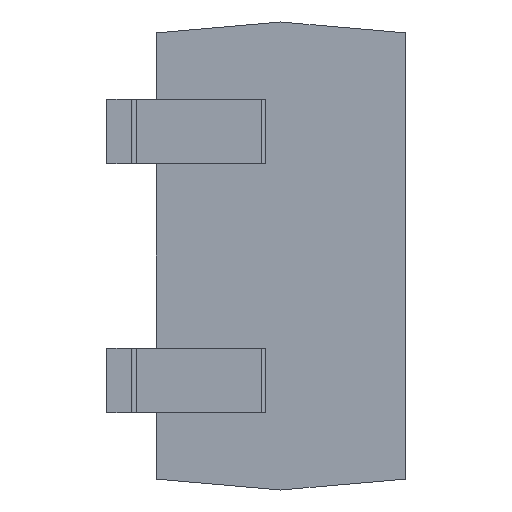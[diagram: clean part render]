
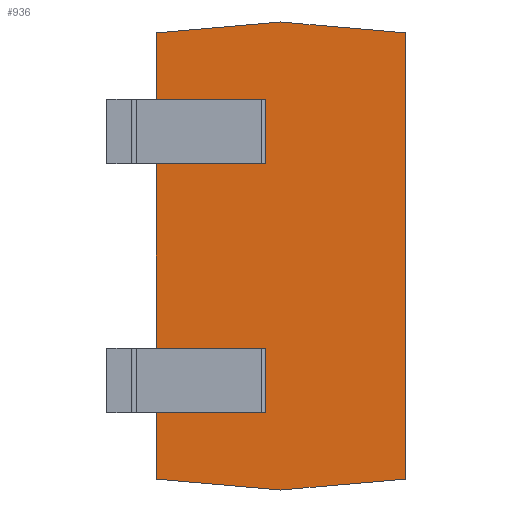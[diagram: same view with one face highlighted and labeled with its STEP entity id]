
A CAD part, left-side view. The second image highlights one B-rep face of the part: STEP entity #936.
In plain terms, the highlighted planar face has unit normal (-1, 0, 0).
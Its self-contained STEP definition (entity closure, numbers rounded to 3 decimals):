
#1=DIRECTION('',(0.,0.,1.));
#2=VECTOR('',#1,4.481);
#3=CARTESIAN_POINT('',(-1.9,1.25,-2.241));
#4=LINE('',#3,#2);
#5=DIRECTION('',(0.,-0.996,0.087));
#6=VECTOR('',#5,1.255);
#7=CARTESIAN_POINT('',(-1.9,1.25,2.241));
#8=LINE('',#7,#6);
#9=DIRECTION('',(0.,-0.996,-0.087));
#10=VECTOR('',#9,1.255);
#11=CARTESIAN_POINT('',(-1.9,0.,2.35));
#12=LINE('',#11,#10);
#13=DIRECTION('',(0.,0.,-1.));
#14=VECTOR('',#13,4.481);
#15=CARTESIAN_POINT('',(-1.9,-1.25,2.241));
#16=LINE('',#15,#14);
#17=DIRECTION('',(0.,0.996,-0.087));
#18=VECTOR('',#17,1.255);
#19=CARTESIAN_POINT('',(-1.9,-1.25,-2.241));
#20=LINE('',#19,#18);
#21=DIRECTION('',(0.,0.996,0.087));
#22=VECTOR('',#21,1.255);
#23=CARTESIAN_POINT('',(-1.9,0.,-2.35));
#24=LINE('',#23,#22);
#25=DIRECTION('',(0.,-1.,0.));
#26=VECTOR('',#25,0.25);
#27=CARTESIAN_POINT('',(-1.9,0.4,0.925));
#28=LINE('',#27,#26);
#29=DIRECTION('',(0.,0.,1.));
#30=VECTOR('',#29,0.65);
#31=CARTESIAN_POINT('',(-1.9,0.15,0.925));
#32=LINE('',#31,#30);
#33=DIRECTION('',(0.,-1.,0.));
#34=VECTOR('',#33,0.25);
#35=CARTESIAN_POINT('',(-1.9,0.4,1.575));
#36=LINE('',#35,#34);
#37=DIRECTION('',(0.,0.,1.));
#38=VECTOR('',#37,0.65);
#39=CARTESIAN_POINT('',(-1.9,0.4,0.925));
#40=LINE('',#39,#38);
#41=DIRECTION('',(0.,-1.,0.));
#42=VECTOR('',#41,0.25);
#43=CARTESIAN_POINT('',(-1.9,0.4,-1.575));
#44=LINE('',#43,#42);
#45=DIRECTION('',(0.,0.,1.));
#46=VECTOR('',#45,0.65);
#47=CARTESIAN_POINT('',(-1.9,0.15,-1.575));
#48=LINE('',#47,#46);
#49=DIRECTION('',(0.,-1.,0.));
#50=VECTOR('',#49,0.25);
#51=CARTESIAN_POINT('',(-1.9,0.4,-0.925));
#52=LINE('',#51,#50);
#53=DIRECTION('',(0.,0.,1.));
#54=VECTOR('',#53,0.65);
#55=CARTESIAN_POINT('',(-1.9,0.4,-1.575));
#56=LINE('',#55,#54);
#681=CARTESIAN_POINT('',(-1.9,1.25,-2.241));
#682=CARTESIAN_POINT('',(-1.9,1.25,2.241));
#683=VERTEX_POINT('',#681);
#684=VERTEX_POINT('',#682);
#685=CARTESIAN_POINT('',(-1.9,0.,2.35));
#686=VERTEX_POINT('',#685);
#687=CARTESIAN_POINT('',(-1.9,-1.25,2.241));
#688=VERTEX_POINT('',#687);
#689=CARTESIAN_POINT('',(-1.9,-1.25,-2.241));
#690=VERTEX_POINT('',#689);
#691=CARTESIAN_POINT('',(-1.9,0.,-2.35));
#692=VERTEX_POINT('',#691);
#721=CARTESIAN_POINT('',(-1.9,0.4,0.925));
#722=CARTESIAN_POINT('',(-1.9,0.15,0.925));
#723=VERTEX_POINT('',#721);
#724=VERTEX_POINT('',#722);
#725=CARTESIAN_POINT('',(-1.9,0.4,1.575));
#726=CARTESIAN_POINT('',(-1.9,0.15,1.575));
#727=VERTEX_POINT('',#725);
#728=VERTEX_POINT('',#726);
#737=CARTESIAN_POINT('',(-1.9,0.4,-1.575));
#738=CARTESIAN_POINT('',(-1.9,0.15,-1.575));
#739=VERTEX_POINT('',#737);
#740=VERTEX_POINT('',#738);
#741=CARTESIAN_POINT('',(-1.9,0.4,-0.925));
#742=CARTESIAN_POINT('',(-1.9,0.15,-0.925));
#743=VERTEX_POINT('',#741);
#744=VERTEX_POINT('',#742);
#897=CARTESIAN_POINT('',(-1.9,0.,0.));
#898=DIRECTION('',(1.,0.,0.));
#899=DIRECTION('',(0.,0.,-1.));
#900=AXIS2_PLACEMENT_3D('',#897,#898,#899);
#901=PLANE('',#900);
#903=ORIENTED_EDGE('',*,*,#902,.T.);
#905=ORIENTED_EDGE('',*,*,#904,.T.);
#907=ORIENTED_EDGE('',*,*,#906,.T.);
#909=ORIENTED_EDGE('',*,*,#908,.T.);
#911=ORIENTED_EDGE('',*,*,#910,.T.);
#913=ORIENTED_EDGE('',*,*,#912,.T.);
#914=EDGE_LOOP('',(#903,#905,#907,#909,#911,#913));
#915=FACE_OUTER_BOUND('',#914,.F.);
#917=ORIENTED_EDGE('',*,*,#916,.T.);
#919=ORIENTED_EDGE('',*,*,#918,.T.);
#921=ORIENTED_EDGE('',*,*,#920,.F.);
#923=ORIENTED_EDGE('',*,*,#922,.F.);
#924=EDGE_LOOP('',(#917,#919,#921,#923));
#925=FACE_BOUND('',#924,.F.);
#927=ORIENTED_EDGE('',*,*,#926,.T.);
#929=ORIENTED_EDGE('',*,*,#928,.T.);
#931=ORIENTED_EDGE('',*,*,#930,.F.);
#933=ORIENTED_EDGE('',*,*,#932,.F.);
#934=EDGE_LOOP('',(#927,#929,#931,#933));
#935=FACE_BOUND('',#934,.F.);
#902=EDGE_CURVE('',#683,#684,#4,.T.);
#904=EDGE_CURVE('',#684,#686,#8,.T.);
#906=EDGE_CURVE('',#686,#688,#12,.T.);
#908=EDGE_CURVE('',#688,#690,#16,.T.);
#910=EDGE_CURVE('',#690,#692,#20,.T.);
#912=EDGE_CURVE('',#692,#683,#24,.T.);
#916=EDGE_CURVE('',#723,#724,#28,.T.);
#918=EDGE_CURVE('',#724,#728,#32,.T.);
#920=EDGE_CURVE('',#727,#728,#36,.T.);
#922=EDGE_CURVE('',#723,#727,#40,.T.);
#926=EDGE_CURVE('',#739,#740,#44,.T.);
#928=EDGE_CURVE('',#740,#744,#48,.T.);
#930=EDGE_CURVE('',#743,#744,#52,.T.);
#932=EDGE_CURVE('',#739,#743,#56,.T.);
#936=ADVANCED_FACE('',(#915,#925,#935),#901,.F.);
